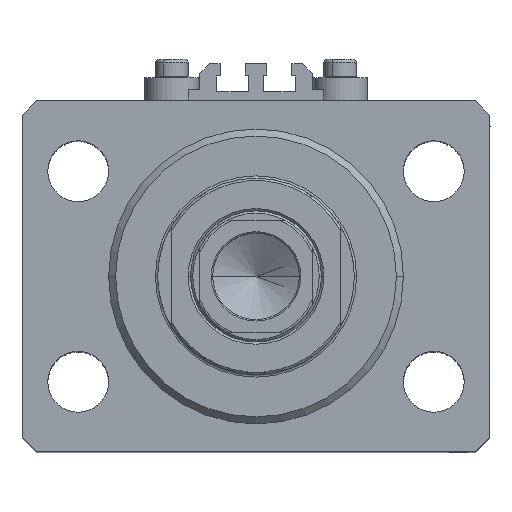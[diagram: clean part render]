
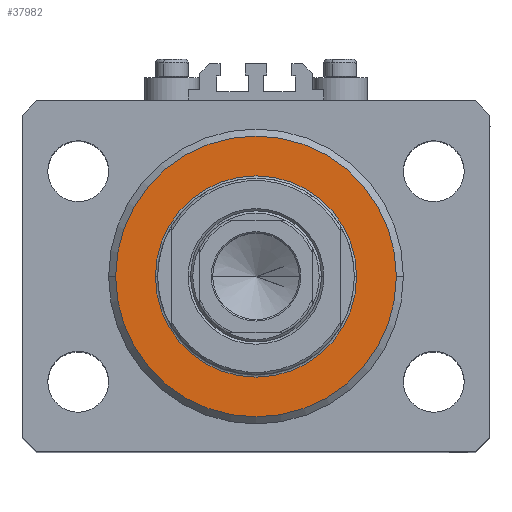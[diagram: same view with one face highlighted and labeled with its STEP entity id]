
A CAD part, top view. The second image highlights one B-rep face of the part: STEP entity #37982.
In plain terms, the highlighted face is planar.
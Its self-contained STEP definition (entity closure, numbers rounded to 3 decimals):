
#1828 = CIRCLE ( 'NONE', #27112, 30. ) ;
#3343 = CIRCLE ( 'NONE', #14056, 21.5 ) ;
#3770 = PLANE ( 'NONE',  #43886 ) ;
#7257 = CIRCLE ( 'NONE', #7931, 30. ) ;
#7931 = AXIS2_PLACEMENT_3D ( 'NONE', #25888, #40488, #11965 ) ;
#9029 = CARTESIAN_POINT ( 'NONE',  ( -21.5, 0., 0. ) ) ;
#10777 = CIRCLE ( 'NONE', #16889, 21.5 ) ;
#11212 = CARTESIAN_POINT ( 'NONE',  ( 0., 0., 0. ) ) ;
#11965 = DIRECTION ( 'NONE',  ( 1., 0., 0. ) ) ;
#13149 = VERTEX_POINT ( 'NONE', #13350 ) ;
#13350 = CARTESIAN_POINT ( 'NONE',  ( 21.5, 0., 0. ) ) ;
#14056 = AXIS2_PLACEMENT_3D ( 'NONE', #18009, #35946, #32598 ) ;
#15279 = FACE_OUTER_BOUND ( 'NONE', #19777, .T. ) ;
#16645 = VERTEX_POINT ( 'NONE', #33354 ) ;
#16889 = AXIS2_PLACEMENT_3D ( 'NONE', #36019, #24057, #38662 ) ;
#17698 = ORIENTED_EDGE ( 'NONE', *, *, #26380, .T. ) ;
#18009 = CARTESIAN_POINT ( 'NONE',  ( 0., 0., 0. ) ) ;
#19777 = EDGE_LOOP ( 'NONE', ( #20810, #28099 ) ) ;
#20810 = ORIENTED_EDGE ( 'NONE', *, *, #40324, .T. ) ;
#24057 = DIRECTION ( 'NONE',  ( 0., 0., 1. ) ) ;
#25597 = DIRECTION ( 'NONE',  ( 0., 0., 1. ) ) ;
#25772 = DIRECTION ( 'NONE',  ( 1., 0., 0. ) ) ;
#25831 = DIRECTION ( 'NONE',  ( 1., 0., 0. ) ) ;
#25888 = CARTESIAN_POINT ( 'NONE',  ( 0., 0., 0. ) ) ;
#26380 = EDGE_CURVE ( 'NONE', #30095, #13149, #10777, .T. ) ;
#27112 = AXIS2_PLACEMENT_3D ( 'NONE', #32936, #36529, #25772 ) ;
#28099 = ORIENTED_EDGE ( 'NONE', *, *, #38262, .T. ) ;
#30095 = VERTEX_POINT ( 'NONE', #9029 ) ;
#30306 = EDGE_LOOP ( 'NONE', ( #35907, #17698 ) ) ;
#32598 = DIRECTION ( 'NONE',  ( 1., 0., 0. ) ) ;
#32936 = CARTESIAN_POINT ( 'NONE',  ( 0., 0., 0. ) ) ;
#33354 = CARTESIAN_POINT ( 'NONE',  ( 30., 0., 0. ) ) ;
#35907 = ORIENTED_EDGE ( 'NONE', *, *, #41072, .T. ) ;
#35946 = DIRECTION ( 'NONE',  ( 0., 0., 1. ) ) ;
#36019 = CARTESIAN_POINT ( 'NONE',  ( 0., 0., 0. ) ) ;
#36353 = FACE_BOUND ( 'NONE', #30306, .T. ) ;
#36529 = DIRECTION ( 'NONE',  ( 0., 0., -1. ) ) ;
#37982 = ADVANCED_FACE ( 'NONE', ( #36353, #15279 ), #3770, .F. ) ;
#38262 = EDGE_CURVE ( 'NONE', #45666, #16645, #1828, .T. ) ;
#38662 = DIRECTION ( 'NONE',  ( 1., 0., 0. ) ) ;
#40324 = EDGE_CURVE ( 'NONE', #16645, #45666, #7257, .T. ) ;
#40488 = DIRECTION ( 'NONE',  ( 0., 0., -1. ) ) ;
#41072 = EDGE_CURVE ( 'NONE', #13149, #30095, #3343, .T. ) ;
#43886 = AXIS2_PLACEMENT_3D ( 'NONE', #11212, #25597, #25831 ) ;
#45666 = VERTEX_POINT ( 'NONE', #47130 ) ;
#47130 = CARTESIAN_POINT ( 'NONE',  ( -30., 0., 0. ) ) ;
